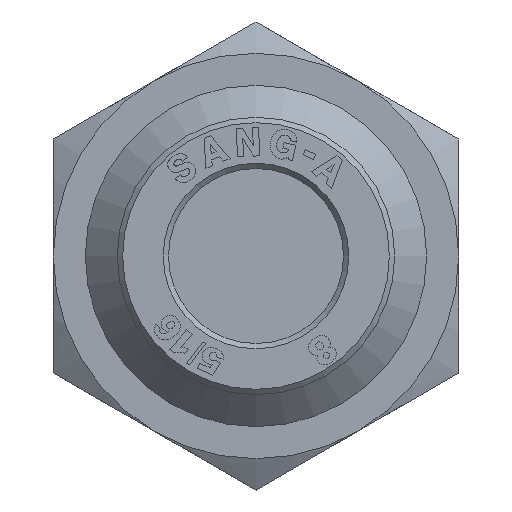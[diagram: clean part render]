
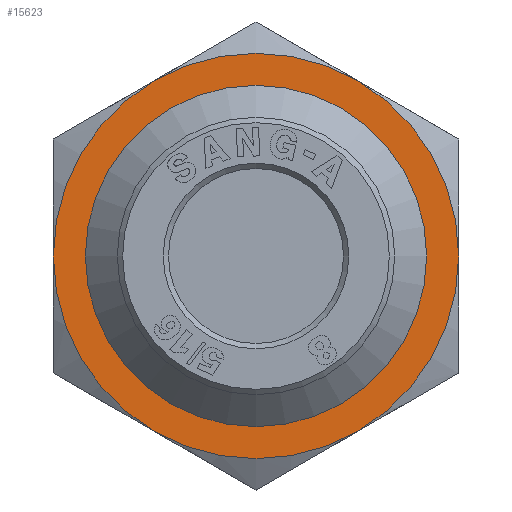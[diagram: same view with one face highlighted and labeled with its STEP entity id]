
A CAD part, left-side view. The second image highlights one B-rep face of the part: STEP entity #15623.
In plain terms, the highlighted planar face has unit normal (-1, 0, 0).
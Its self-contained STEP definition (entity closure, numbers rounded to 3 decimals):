
#695=PLANE('',#16550);
#4962=FACE_BOUND('',#6610,.T.);
#5747=FACE_OUTER_BOUND('',#6609,.T.);
#6609=EDGE_LOOP('',(#14739,#14740,#14741,#14742,#14743,#14744));
#6610=EDGE_LOOP('',(#14745));
#6639=CIRCLE('',#15656,8.);
#6649=CIRCLE('',#15673,9.5);
#6650=CIRCLE('',#15675,9.5);
#6705=CIRCLE('',#16551,9.5);
#6706=CIRCLE('',#16552,9.5);
#6707=CIRCLE('',#16553,9.5);
#6708=CIRCLE('',#16554,9.5);
#6719=VERTEX_POINT('',#20442);
#6733=VERTEX_POINT('',#20485);
#6735=VERTEX_POINT('',#20490);
#6736=VERTEX_POINT('',#20496);
#6737=VERTEX_POINT('',#20497);
#8177=VERTEX_POINT('',#25799);
#8178=VERTEX_POINT('',#25802);
#8195=EDGE_CURVE('',#6719,#6719,#6639,.T.);
#8210=EDGE_CURVE('',#6735,#6733,#6649,.T.);
#8212=EDGE_CURVE('',#6736,#6737,#6650,.T.);
#10369=EDGE_CURVE('',#6737,#8177,#6705,.T.);
#10370=EDGE_CURVE('',#8177,#6735,#6706,.T.);
#10371=EDGE_CURVE('',#6733,#8178,#6707,.T.);
#10372=EDGE_CURVE('',#8178,#6736,#6708,.T.);
#14739=ORIENTED_EDGE('',*,*,#10369,.T.);
#14740=ORIENTED_EDGE('',*,*,#10370,.T.);
#14741=ORIENTED_EDGE('',*,*,#8210,.T.);
#14742=ORIENTED_EDGE('',*,*,#10371,.T.);
#14743=ORIENTED_EDGE('',*,*,#10372,.T.);
#14744=ORIENTED_EDGE('',*,*,#8212,.T.);
#14745=ORIENTED_EDGE('',*,*,#8195,.F.);
#15623=ADVANCED_FACE('',(#5747,#4962),#695,.F.);
#15656=AXIS2_PLACEMENT_3D('',#20443,#16602,#16603);
#15673=AXIS2_PLACEMENT_3D('',#20491,#16636,#16637);
#15675=AXIS2_PLACEMENT_3D('',#20498,#16640,#16641);
#16550=AXIS2_PLACEMENT_3D('',#25798,#20362,#20363);
#16551=AXIS2_PLACEMENT_3D('',#25800,#20364,#20365);
#16552=AXIS2_PLACEMENT_3D('',#25801,#20366,#20367);
#16553=AXIS2_PLACEMENT_3D('',#25803,#20368,#20369);
#16554=AXIS2_PLACEMENT_3D('',#25804,#20370,#20371);
#16602=DIRECTION('center_axis',(-1.,0.,0.));
#16603=DIRECTION('ref_axis',(0.,-1.,0.));
#16636=DIRECTION('center_axis',(-1.,0.,0.));
#16637=DIRECTION('ref_axis',(0.,0.,-1.));
#16640=DIRECTION('center_axis',(-1.,0.,0.));
#16641=DIRECTION('ref_axis',(0.,0.,-1.));
#20362=DIRECTION('center_axis',(1.,0.,0.));
#20363=DIRECTION('ref_axis',(0.,0.,1.));
#20364=DIRECTION('center_axis',(-1.,0.,0.));
#20365=DIRECTION('ref_axis',(0.,0.,-1.));
#20366=DIRECTION('center_axis',(-1.,0.,0.));
#20367=DIRECTION('ref_axis',(0.,0.,-1.));
#20368=DIRECTION('center_axis',(-1.,0.,0.));
#20369=DIRECTION('ref_axis',(0.,0.,-1.));
#20370=DIRECTION('center_axis',(-1.,0.,0.));
#20371=DIRECTION('ref_axis',(0.,0.,-1.));
#20442=CARTESIAN_POINT('',(-16.938,-6.358,5.785));
#20443=CARTESIAN_POINT('Origin',(-16.938,-14.358,5.785));
#20485=CARTESIAN_POINT('',(-16.938,-19.108,-2.442));
#20490=CARTESIAN_POINT('',(-16.938,-9.608,-2.442));
#20491=CARTESIAN_POINT('Origin',(-16.938,-14.358,5.785));
#20496=CARTESIAN_POINT('',(-16.938,-19.108,14.012));
#20497=CARTESIAN_POINT('',(-16.938,-9.608,14.012));
#20498=CARTESIAN_POINT('Origin',(-16.938,-14.358,5.785));
#25798=CARTESIAN_POINT('Origin',(-16.938,-14.358,5.785));
#25799=CARTESIAN_POINT('',(-16.938,-4.858,5.785));
#25800=CARTESIAN_POINT('Origin',(-16.938,-14.358,5.785));
#25801=CARTESIAN_POINT('Origin',(-16.938,-14.358,5.785));
#25802=CARTESIAN_POINT('',(-16.938,-23.858,5.785));
#25803=CARTESIAN_POINT('Origin',(-16.938,-14.358,5.785));
#25804=CARTESIAN_POINT('Origin',(-16.938,-14.358,5.785));
